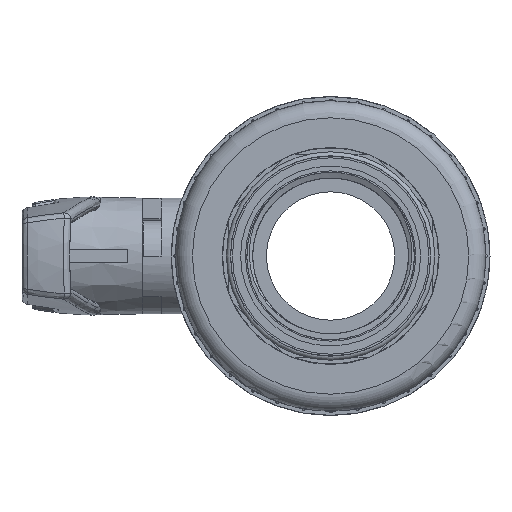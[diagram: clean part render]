
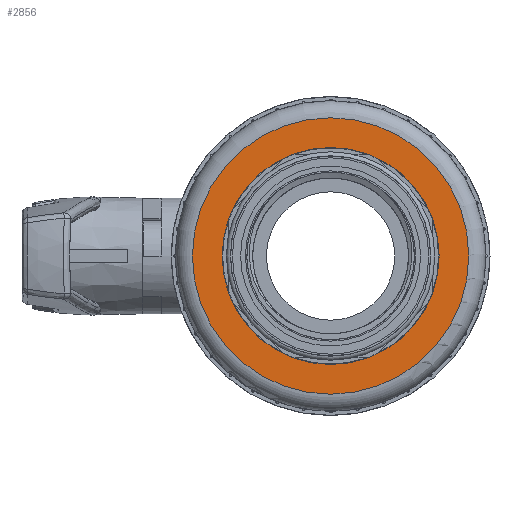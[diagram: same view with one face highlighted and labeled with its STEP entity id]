
A CAD part, left-side view. The second image highlights one B-rep face of the part: STEP entity #2856.
In plain terms, the highlighted planar face has unit normal (-1, 0, 0).
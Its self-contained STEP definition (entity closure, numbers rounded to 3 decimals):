
#875=FACE_BOUND('',#5710,.T.);
#876=FACE_BOUND('',#5711,.T.);
#2856=ADVANCED_FACE('',(#875,#876),#3537,.F.);
#3537=PLANE('',#21318);
#5710=EDGE_LOOP('',(#13529));
#5711=EDGE_LOOP('',(#13530));
#13529=ORIENTED_EDGE('',*,*,#18707,.T.);
#13530=ORIENTED_EDGE('',*,*,#18708,.T.);
#16042=VERTEX_POINT('',#48565);
#16043=VERTEX_POINT('',#48567);
#18707=EDGE_CURVE('',#16042,#16042,#19714,.T.);
#18708=EDGE_CURVE('',#16043,#16043,#19715,.T.);
#19714=CIRCLE('',#21316,34.556);
#19715=CIRCLE('',#21317,27.136);
#21316=AXIS2_PLACEMENT_3D('',#48564,#25930,#25931);
#21317=AXIS2_PLACEMENT_3D('',#48566,#25932,#25933);
#21318=AXIS2_PLACEMENT_3D('',#48568,#25934,#25935);
#25930=DIRECTION('',(-1.,0.,0.));
#25931=DIRECTION('',(0.,1.,0.));
#25932=DIRECTION('',(1.,0.,0.));
#25933=DIRECTION('',(0.,0.,-1.));
#25934=DIRECTION('',(1.,0.,0.));
#25935=DIRECTION('',(0.,1.,0.));
#48564=CARTESIAN_POINT('',(-511.964,-1.25,0.));
#48565=CARTESIAN_POINT('',(-511.964,33.306,0.));
#48566=CARTESIAN_POINT('',(-511.964,-1.25,0.));
#48567=CARTESIAN_POINT('',(-511.964,-1.25,-27.136));
#48568=CARTESIAN_POINT('',(-511.964,37.546,0.));
